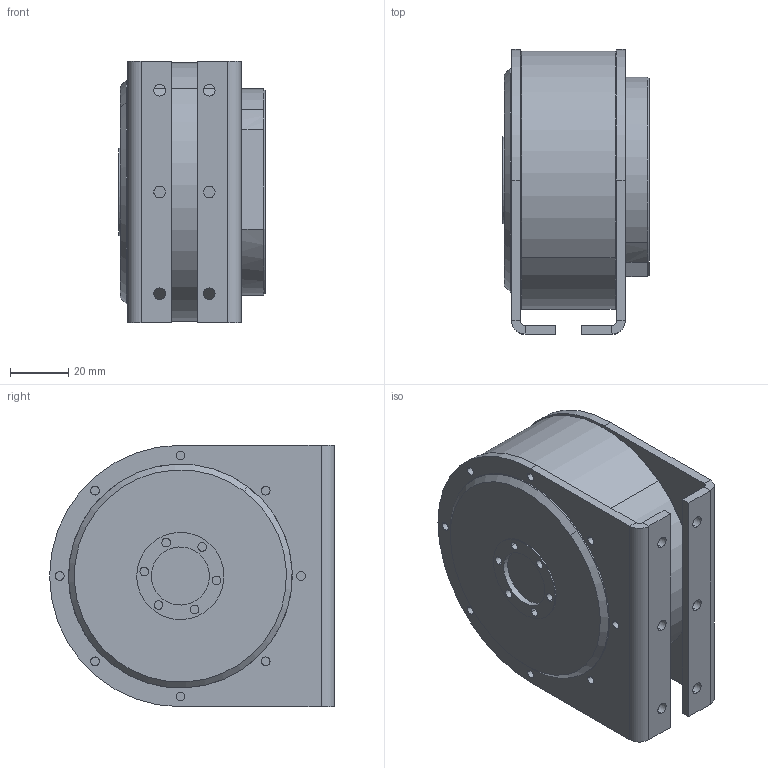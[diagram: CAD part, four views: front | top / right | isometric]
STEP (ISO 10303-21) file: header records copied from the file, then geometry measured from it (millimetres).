
FILE_DESCRIPTION (( 'STEP AP214' ), '1' );
FILE_NAME ('tail_pitch.STEP', '2025-05-06T17:13:53', ( '' ), ( '' ), 'SwSTEP 2.0', 'SolidWorks 2024', '' );
FILE_SCHEMA (( 'AUTOMOTIVE_DESIGN' ));
Length unit declared in the file: millimetre
Products named in the file (3): tail_pitch; ak70-10; tail_interface_pitch_1
Assembly tree (3 placements, depth 2):
  tail_pitch
    ak70-10
    tail_interface_pitch_1  x2
Bounding box: 50.25 x 98 x 90 mm (x, y, z)
Volume: 297943.1 mm3; surface area: 47300 mm2
Topology: 3 solids, 3 shells, 170 faces, 388 edges, 250 vertices
Faces by surface type: cylinder 108, plane 53, cone 9
Entity records: 3829 total; most frequent: DIRECTION 735, CARTESIAN_POINT 620, ORIENTED_EDGE 576, AXIS2_PLACEMENT_3D 311, EDGE_CURVE 288, VERTEX_POINT 186, EDGE_LOOP 182, CIRCLE 173
